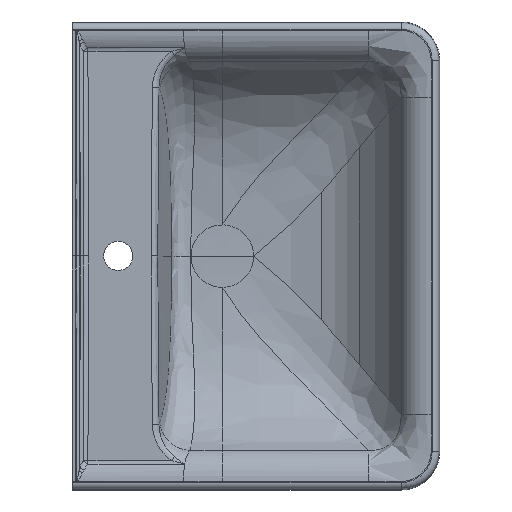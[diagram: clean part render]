
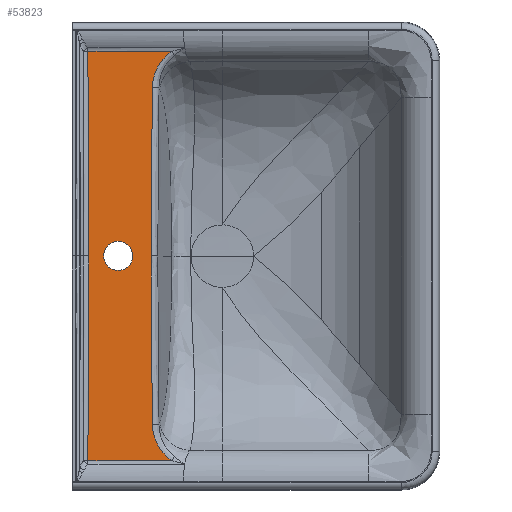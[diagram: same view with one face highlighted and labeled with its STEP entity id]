
A CAD part, top view. The second image highlights one B-rep face of the part: STEP entity #53823.
In plain terms, the highlighted planar face has unit normal (0, 0, 1).
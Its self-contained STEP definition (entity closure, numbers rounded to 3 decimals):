
#151=CARTESIAN_POINT('Vertex',(-161.354,-245.773,118.)) ;
#472=CARTESIAN_POINT('Vertex',(-160.452,0.,118.)) ;
#476=CARTESIAN_POINT('Control Point',(-160.452,0.,118.)) ;
#477=CARTESIAN_POINT('Control Point',(-160.435,-2.606,118.)) ;
#478=CARTESIAN_POINT('Control Point',(-160.419,-5.212,118.)) ;
#479=CARTESIAN_POINT('Control Point',(-160.403,-7.818,118.)) ;
#480=CARTESIAN_POINT('Control Point',(-160.117,-56.997,118.)) ;
#481=CARTESIAN_POINT('Control Point',(-160.021,-106.182,118.)) ;
#482=CARTESIAN_POINT('Control Point',(-160.145,-152.64,118.)) ;
#483=CARTESIAN_POINT('Control Point',(-160.545,-199.2,118.)) ;
#484=CARTESIAN_POINT('Control Point',(-161.354,-245.773,118.)) ;
#505=CARTESIAN_POINT('Vertex',(-60.564,-245.773,118.)) ;
#508=CARTESIAN_POINT('Line Origine',(-103.225,-245.773,118.)) ;
#1275=CARTESIAN_POINT('Axis2P3D Location',(-125.,0.,118.)) ;
#1279=CARTESIAN_POINT('Vertex',(-107.5,0.,118.)) ;
#1281=CARTESIAN_POINT('Vertex',(-142.5,0.,118.)) ;
#1428=CARTESIAN_POINT('Vertex',(-85.427,0.,118.)) ;
#1432=CARTESIAN_POINT('Control Point',(-84.053,-201.976,118.)) ;
#1433=CARTESIAN_POINT('Control Point',(-84.705,-166.642,118.)) ;
#1434=CARTESIAN_POINT('Control Point',(-85.177,-131.304,118.)) ;
#1435=CARTESIAN_POINT('Control Point',(-85.469,-95.964,118.)) ;
#1436=CARTESIAN_POINT('Control Point',(-85.597,-55.601,118.)) ;
#1437=CARTESIAN_POINT('Control Point',(-85.49,-15.238,118.)) ;
#1438=CARTESIAN_POINT('Control Point',(-85.473,-10.107,118.)) ;
#1439=CARTESIAN_POINT('Control Point',(-85.452,-5.037,118.)) ;
#1440=CARTESIAN_POINT('Control Point',(-85.427,0.,118.)) ;
#1441=CARTESIAN_POINT('Vertex',(-84.053,-201.976,118.)) ;
#1580=CARTESIAN_POINT('Control Point',(-84.053,-201.976,118.)) ;
#1581=CARTESIAN_POINT('Control Point',(-84.049,-202.175,118.)) ;
#1582=CARTESIAN_POINT('Control Point',(-84.045,-202.375,118.)) ;
#1583=CARTESIAN_POINT('Control Point',(-84.039,-202.574,118.)) ;
#1584=CARTESIAN_POINT('Control Point',(-83.898,-206.919,118.)) ;
#1585=CARTESIAN_POINT('Control Point',(-83.323,-211.18,118.)) ;
#1586=CARTESIAN_POINT('Control Point',(-82.413,-215.109,118.)) ;
#1587=CARTESIAN_POINT('Control Point',(-80.307,-221.557,118.)) ;
#1588=CARTESIAN_POINT('Control Point',(-77.388,-227.414,118.)) ;
#1589=CARTESIAN_POINT('Control Point',(-76.04,-229.75,118.)) ;
#1590=CARTESIAN_POINT('Control Point',(-73.516,-233.58,118.)) ;
#1591=CARTESIAN_POINT('Control Point',(-70.658,-237.058,118.)) ;
#1592=CARTESIAN_POINT('Control Point',(-69.4,-238.455,118.)) ;
#1593=CARTESIAN_POINT('Control Point',(-67.009,-240.878,118.)) ;
#1594=CARTESIAN_POINT('Control Point',(-64.4,-243.084,118.)) ;
#1595=CARTESIAN_POINT('Control Point',(-63.18,-244.029,118.)) ;
#1596=CARTESIAN_POINT('Control Point',(-61.906,-244.928,118.)) ;
#1597=CARTESIAN_POINT('Control Point',(-60.564,-245.773,118.)) ;
#26893=CARTESIAN_POINT('Vertex',(-161.354,245.773,118.)) ;
#27203=CARTESIAN_POINT('Control Point',(-160.452,0.,118.)) ;
#27204=CARTESIAN_POINT('Control Point',(-160.435,2.606,118.)) ;
#27205=CARTESIAN_POINT('Control Point',(-160.419,5.212,118.)) ;
#27206=CARTESIAN_POINT('Control Point',(-160.403,7.818,118.)) ;
#27207=CARTESIAN_POINT('Control Point',(-160.117,56.997,118.)) ;
#27208=CARTESIAN_POINT('Control Point',(-160.021,106.182,118.)) ;
#27209=CARTESIAN_POINT('Control Point',(-160.145,152.64,118.)) ;
#27210=CARTESIAN_POINT('Control Point',(-160.545,199.2,118.)) ;
#27211=CARTESIAN_POINT('Control Point',(-161.354,245.773,118.)) ;
#27225=CARTESIAN_POINT('Line Origine',(-103.225,245.773,118.)) ;
#27229=CARTESIAN_POINT('Vertex',(-60.564,245.773,118.)) ;
#27974=CARTESIAN_POINT('Axis2P3D Location',(-125.,0.,118.)) ;
#28113=CARTESIAN_POINT('Vertex',(-84.053,201.976,118.)) ;
#28117=CARTESIAN_POINT('Control Point',(-84.053,201.976,118.)) ;
#28118=CARTESIAN_POINT('Control Point',(-84.705,166.642,118.)) ;
#28119=CARTESIAN_POINT('Control Point',(-85.177,131.304,118.)) ;
#28120=CARTESIAN_POINT('Control Point',(-85.469,95.964,118.)) ;
#28121=CARTESIAN_POINT('Control Point',(-85.597,55.601,118.)) ;
#28122=CARTESIAN_POINT('Control Point',(-85.49,15.238,118.)) ;
#28123=CARTESIAN_POINT('Control Point',(-85.473,10.107,118.)) ;
#28124=CARTESIAN_POINT('Control Point',(-85.452,5.037,118.)) ;
#28125=CARTESIAN_POINT('Control Point',(-85.427,0.,118.)) ;
#28244=CARTESIAN_POINT('Control Point',(-84.053,201.976,118.)) ;
#28245=CARTESIAN_POINT('Control Point',(-84.049,202.175,118.)) ;
#28246=CARTESIAN_POINT('Control Point',(-84.045,202.375,118.)) ;
#28247=CARTESIAN_POINT('Control Point',(-84.039,202.574,118.)) ;
#28248=CARTESIAN_POINT('Control Point',(-83.898,206.919,118.)) ;
#28249=CARTESIAN_POINT('Control Point',(-83.323,211.18,118.)) ;
#28250=CARTESIAN_POINT('Control Point',(-82.413,215.109,118.)) ;
#28251=CARTESIAN_POINT('Control Point',(-80.307,221.557,118.)) ;
#28252=CARTESIAN_POINT('Control Point',(-77.388,227.414,118.)) ;
#28253=CARTESIAN_POINT('Control Point',(-76.04,229.75,118.)) ;
#28254=CARTESIAN_POINT('Control Point',(-73.516,233.58,118.)) ;
#28255=CARTESIAN_POINT('Control Point',(-70.658,237.058,118.)) ;
#28256=CARTESIAN_POINT('Control Point',(-69.4,238.455,118.)) ;
#28257=CARTESIAN_POINT('Control Point',(-67.009,240.878,118.)) ;
#28258=CARTESIAN_POINT('Control Point',(-64.4,243.084,118.)) ;
#28259=CARTESIAN_POINT('Control Point',(-63.18,244.029,118.)) ;
#28260=CARTESIAN_POINT('Control Point',(-61.906,244.928,118.)) ;
#28261=CARTESIAN_POINT('Control Point',(-60.564,245.773,118.)) ;
#53804=CARTESIAN_POINT('Axis2P3D Location',(-180.,-319.586,118.)) ;
#509=DIRECTION('Vector Direction',(1.,0.,0.)) ;
#1276=DIRECTION('Axis2P3D Direction',(0.,0.,-1.)) ;
#27226=DIRECTION('Vector Direction',(-1.,0.,0.)) ;
#27975=DIRECTION('Axis2P3D Direction',(0.,0.,-1.)) ;
#53805=DIRECTION('Axis2P3D Direction',(0.,0.,-1.)) ;
#53806=DIRECTION('Axis2P3D XDirection',(0.,1.,0.)) ;
#1277=AXIS2_PLACEMENT_3D('Circle Axis2P3D',#1275,#1276,$) ;
#27976=AXIS2_PLACEMENT_3D('Circle Axis2P3D',#27974,#27975,$) ;
#53807=AXIS2_PLACEMENT_3D('Plane Axis2P3D',#53804,#53805,#53806) ;
#53810=ORIENTED_EDGE('',*,*,#28262,.F.) ;
#53811=ORIENTED_EDGE('',*,*,#27231,.F.) ;
#53812=ORIENTED_EDGE('',*,*,#27212,.F.) ;
#53813=ORIENTED_EDGE('',*,*,#485,.T.) ;
#53814=ORIENTED_EDGE('',*,*,#512,.T.) ;
#53815=ORIENTED_EDGE('',*,*,#1598,.T.) ;
#53816=ORIENTED_EDGE('',*,*,#1443,.T.) ;
#53817=ORIENTED_EDGE('',*,*,#28126,.F.) ;
#53820=ORIENTED_EDGE('',*,*,#27978,.F.) ;
#53821=ORIENTED_EDGE('',*,*,#1283,.T.) ;
#53822=FACE_BOUND('',#53819,.T.) ;
#510=VECTOR('Line Direction',#509,1.) ;
#27227=VECTOR('Line Direction',#27226,1.) ;
#53823=ADVANCED_FACE('Hauptk\X2\00F6\X0\rper',(#53818,#53822),#53808,.F.) ;
#475=B_SPLINE_CURVE_WITH_KNOTS('',5,(#476,#477,#478,#479,#480,#481,#482,#483,#484),.UNSPECIFIED.,.F.,.U.,(6,3,6),(74.032,92.451,421.751),.UNSPECIFIED.) ;
#1431=B_SPLINE_CURVE_WITH_KNOTS('',5,(#1432,#1433,#1434,#1435,#1436,#1437,#1438,#1439,#1440),.UNSPECIFIED.,.F.,.U.,(6,3,6),(131.492,381.299,416.812),.UNSPECIFIED.) ;
#1579=B_SPLINE_CURVE_WITH_KNOTS('',5,(#1580,#1581,#1582,#1583,#1584,#1585,#1586,#1587,#1588,#1589,#1590,#1591,#1592,#1593,#1594,#1595,#1596,#1597),.UNSPECIFIED.,.F.,.U.,(6,3,3,3,3,6),(112.508,113.748,139.565,158.111,171.548,182.503),.UNSPECIFIED.) ;
#27202=B_SPLINE_CURVE_WITH_KNOTS('',5,(#27203,#27204,#27205,#27206,#27207,#27208,#27209,#27210,#27211),.UNSPECIFIED.,.F.,.U.,(6,3,6),(74.032,92.451,421.751),.UNSPECIFIED.) ;
#28116=B_SPLINE_CURVE_WITH_KNOTS('',5,(#28117,#28118,#28119,#28120,#28121,#28122,#28123,#28124,#28125),.UNSPECIFIED.,.F.,.U.,(6,3,6),(131.492,381.299,416.812),.UNSPECIFIED.) ;
#28243=B_SPLINE_CURVE_WITH_KNOTS('',5,(#28244,#28245,#28246,#28247,#28248,#28249,#28250,#28251,#28252,#28253,#28254,#28255,#28256,#28257,#28258,#28259,#28260,#28261),.UNSPECIFIED.,.F.,.U.,(6,3,3,3,3,6),(112.508,113.748,139.565,158.111,171.548,182.503),.UNSPECIFIED.) ;
#1278=CIRCLE('generated circle',#1277,17.5) ;
#27977=CIRCLE('generated circle',#27976,17.5) ;
#485=EDGE_CURVE('',#473,#152,#475,.T.) ;
#512=EDGE_CURVE('',#152,#506,#511,.T.) ;
#1283=EDGE_CURVE('',#1280,#1282,#1278,.T.) ;
#1443=EDGE_CURVE('',#1442,#1429,#1431,.T.) ;
#1598=EDGE_CURVE('',#506,#1442,#1579,.F.) ;
#27212=EDGE_CURVE('',#473,#26894,#27202,.T.) ;
#27231=EDGE_CURVE('',#26894,#27230,#27228,.F.) ;
#27978=EDGE_CURVE('',#1280,#1282,#27977,.F.) ;
#28126=EDGE_CURVE('',#28114,#1429,#28116,.T.) ;
#28262=EDGE_CURVE('',#27230,#28114,#28243,.F.) ;
#53809=EDGE_LOOP('',(#53810,#53811,#53812,#53813,#53814,#53815,#53816,#53817)) ;
#53819=EDGE_LOOP('',(#53820,#53821)) ;
#53818=FACE_OUTER_BOUND('',#53809,.T.) ;
#511=LINE('Line',#508,#510) ;
#27228=LINE('Line',#27225,#27227) ;
#53808=PLANE('Plane',#53807) ;
#152=VERTEX_POINT('',#151) ;
#473=VERTEX_POINT('',#472) ;
#506=VERTEX_POINT('',#505) ;
#1280=VERTEX_POINT('',#1279) ;
#1282=VERTEX_POINT('',#1281) ;
#1429=VERTEX_POINT('',#1428) ;
#1442=VERTEX_POINT('',#1441) ;
#26894=VERTEX_POINT('',#26893) ;
#27230=VERTEX_POINT('',#27229) ;
#28114=VERTEX_POINT('',#28113) ;
